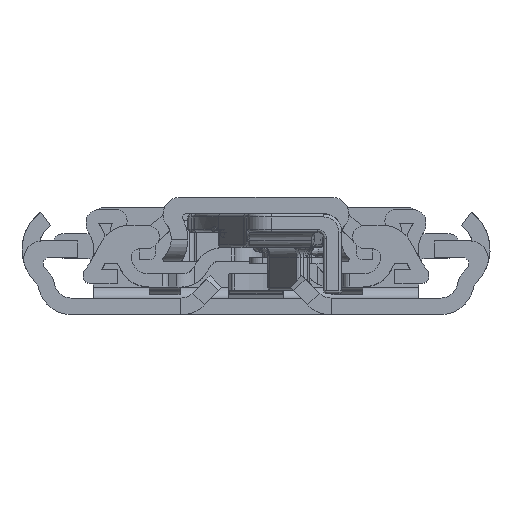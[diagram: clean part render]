
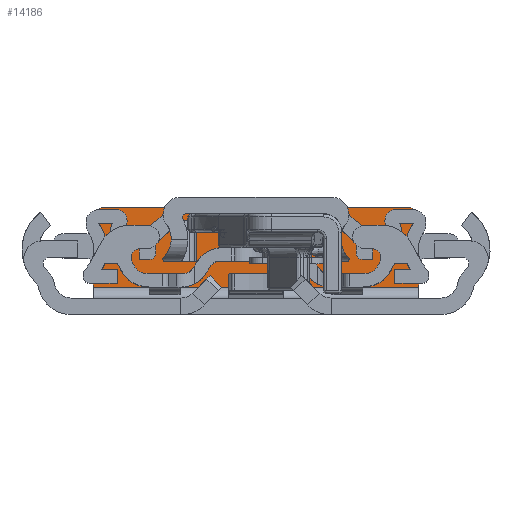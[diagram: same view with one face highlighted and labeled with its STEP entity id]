
A CAD part, front view. The second image highlights one B-rep face of the part: STEP entity #14186.
In plain terms, the highlighted planar face has unit normal (0, -1, 0).
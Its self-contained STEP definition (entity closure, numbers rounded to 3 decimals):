
#575=PLANE('',#15269);
#924=FACE_OUTER_BOUND('',#1770,.T.);
#1770=EDGE_LOOP('',(#9693,#9694,#9695,#9696,#9697,#9698));
#2717=LINE('',#21693,#3870);
#2720=LINE('',#21701,#3873);
#2721=LINE('',#21705,#3874);
#2722=LINE('',#21706,#3875);
#3870=VECTOR('',#17191,10.);
#3873=VECTOR('',#17200,10.);
#3874=VECTOR('',#17203,10.);
#3875=VECTOR('',#17204,10.);
#4989=CIRCLE('',#15265,2.);
#4992=CIRCLE('',#15270,2.);
#5901=VERTEX_POINT('',#21686);
#5902=VERTEX_POINT('',#21688);
#5903=VERTEX_POINT('',#21692);
#5905=VERTEX_POINT('',#21700);
#5906=VERTEX_POINT('',#21702);
#5907=VERTEX_POINT('',#21704);
#7353=EDGE_CURVE('',#5901,#5902,#4989,.T.);
#7355=EDGE_CURVE('',#5903,#5902,#2717,.T.);
#7360=EDGE_CURVE('',#5905,#5901,#2720,.T.);
#7361=EDGE_CURVE('',#5906,#5905,#4992,.T.);
#7362=EDGE_CURVE('',#5906,#5907,#2721,.T.);
#7363=EDGE_CURVE('',#5907,#5903,#2722,.T.);
#9693=ORIENTED_EDGE('',*,*,#7353,.F.);
#9694=ORIENTED_EDGE('',*,*,#7360,.F.);
#9695=ORIENTED_EDGE('',*,*,#7361,.F.);
#9696=ORIENTED_EDGE('',*,*,#7362,.T.);
#9697=ORIENTED_EDGE('',*,*,#7363,.T.);
#9698=ORIENTED_EDGE('',*,*,#7355,.T.);
#14186=ADVANCED_FACE('',(#924),#575,.T.);
#15265=AXIS2_PLACEMENT_3D('',#21689,#17186,#17187);
#15269=AXIS2_PLACEMENT_3D('',#21699,#17198,#17199);
#15270=AXIS2_PLACEMENT_3D('',#21703,#17201,#17202);
#17186=DIRECTION('center_axis',(0.,1.,0.));
#17187=DIRECTION('ref_axis',(0.707,0.,0.707));
#17191=DIRECTION('',(0.,0.,1.));
#17198=DIRECTION('center_axis',(0.,-1.,0.));
#17199=DIRECTION('ref_axis',(0.,0.,-1.));
#17200=DIRECTION('',(1.,0.,0.));
#17201=DIRECTION('center_axis',(0.,1.,0.));
#17202=DIRECTION('ref_axis',(-0.707,0.,0.707));
#17203=DIRECTION('',(0.,0.,-1.));
#17204=DIRECTION('',(1.,0.,0.));
#21686=CARTESIAN_POINT('',(24.5,897.3,17.5));
#21688=CARTESIAN_POINT('',(26.5,897.3,15.5));
#21689=CARTESIAN_POINT('Origin',(24.5,897.3,15.5));
#21692=CARTESIAN_POINT('',(26.5,897.3,4.5));
#21693=CARTESIAN_POINT('',(26.5,897.3,17.5));
#21699=CARTESIAN_POINT('Origin',(0.,897.3,4.5));
#21700=CARTESIAN_POINT('',(-24.5,897.3,17.5));
#21701=CARTESIAN_POINT('',(0.,897.3,17.5));
#21702=CARTESIAN_POINT('',(-26.5,897.3,15.5));
#21703=CARTESIAN_POINT('Origin',(-24.5,897.3,15.5));
#21704=CARTESIAN_POINT('',(-26.5,897.3,4.5));
#21705=CARTESIAN_POINT('',(-26.5,897.3,17.5));
#21706=CARTESIAN_POINT('',(0.,897.3,4.5));
